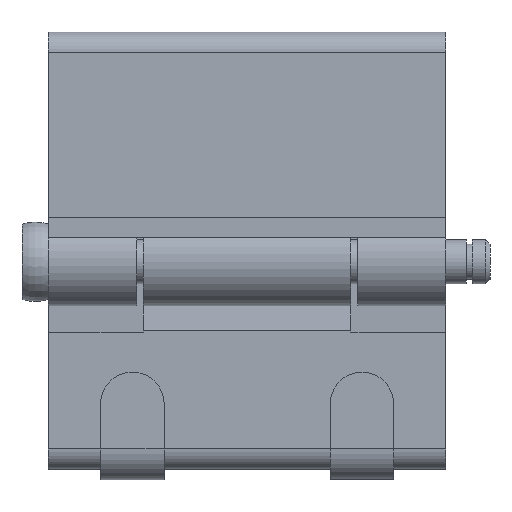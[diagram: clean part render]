
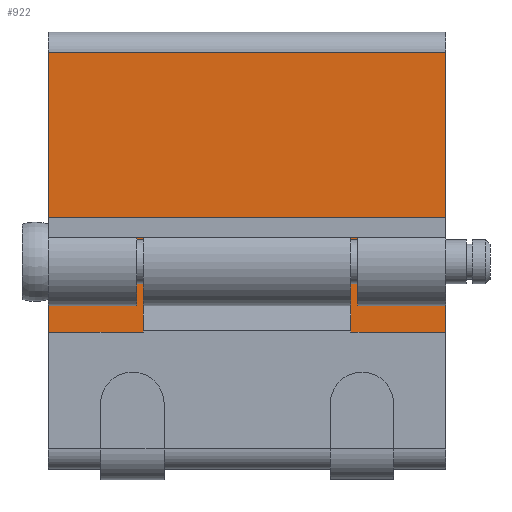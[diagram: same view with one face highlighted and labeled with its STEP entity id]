
A CAD part, left-side view. The second image highlights one B-rep face of the part: STEP entity #922.
In plain terms, the highlighted planar face has unit normal (-1, 0, 0).
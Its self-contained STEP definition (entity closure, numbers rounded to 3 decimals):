
#505 = ORIENTED_EDGE ( 'NONE', *, *, #862, .T. ) ;
#513 = ORIENTED_EDGE ( 'NONE', *, *, #643, .F. ) ;
#569 = ORIENTED_EDGE ( 'NONE', *, *, #979, .F. ) ;
#641 = VERTEX_POINT ( 'NONE', #1984 ) ;
#643 = EDGE_CURVE ( 'NONE', #641, #644, #1983, .T. ) ;
#644 = VERTEX_POINT ( 'NONE', #1979 ) ;
#862 = EDGE_CURVE ( 'NONE', #641, #903, #2397, .T. ) ;
#900 = VERTEX_POINT ( 'NONE', #2405 ) ;
#902 = EDGE_CURVE ( 'NONE', #903, #900, #2404, .T. ) ;
#903 = VERTEX_POINT ( 'NONE', #2400 ) ;
#922 = ADVANCED_FACE ( 'NONE', ( #2481 ), #2480, .F. ) ;
#925 = ORIENTED_EDGE ( 'NONE', *, *, #902, .T. ) ;
#951 = EDGE_LOOP ( 'NONE', ( #925, #569, #513, #505 ) ) ;
#979 = EDGE_CURVE ( 'NONE', #644, #900, #2557, .T. ) ;
#1979 = CARTESIAN_POINT ( 'NONE',  ( 26., 22.5, 23.7 ) ) ;
#1980 = DIRECTION ( 'NONE',  ( 0., 0., 1. ) ) ;
#1981 = VECTOR ( 'NONE', #1980, 1000. ) ;
#1982 = CARTESIAN_POINT ( 'NONE',  ( 26., 22.5, -10.96 ) ) ;
#1983 = LINE ( 'NONE', #1982, #1981 ) ;
#1984 = CARTESIAN_POINT ( 'NONE',  ( 26., 22.5, -10.96 ) ) ;
#2394 = DIRECTION ( 'NONE',  ( 0., -1., 0. ) ) ;
#2395 = VECTOR ( 'NONE', #2394, 1000. ) ;
#2396 = CARTESIAN_POINT ( 'NONE',  ( 26., 22.5, -10.96 ) ) ;
#2397 = LINE ( 'NONE', #2396, #2395 ) ;
#2400 = CARTESIAN_POINT ( 'NONE',  ( 26., -22.5, -10.96 ) ) ;
#2401 = DIRECTION ( 'NONE',  ( 0., 0., 1. ) ) ;
#2402 = VECTOR ( 'NONE', #2401, 1000. ) ;
#2403 = CARTESIAN_POINT ( 'NONE',  ( 26., -22.5, -10.96 ) ) ;
#2404 = LINE ( 'NONE', #2403, #2402 ) ;
#2405 = CARTESIAN_POINT ( 'NONE',  ( 26., -22.5, 23.7 ) ) ;
#2476 = DIRECTION ( 'NONE',  ( 0., 0., -1. ) ) ;
#2477 = DIRECTION ( 'NONE',  ( 1., 0., 0. ) ) ;
#2478 = CARTESIAN_POINT ( 'NONE',  ( 26., 22.5, -10.96 ) ) ;
#2479 = AXIS2_PLACEMENT_3D ( 'NONE', #2478, #2477, #2476 ) ;
#2480 = PLANE ( 'NONE',  #2479 ) ;
#2481 = FACE_OUTER_BOUND ( 'NONE', #951, .T. ) ;
#2554 = DIRECTION ( 'NONE',  ( 0., -1., 0. ) ) ;
#2555 = VECTOR ( 'NONE', #2554, 1000. ) ;
#2556 = CARTESIAN_POINT ( 'NONE',  ( 26., 22.5, 23.7 ) ) ;
#2557 = LINE ( 'NONE', #2556, #2555 ) ;
